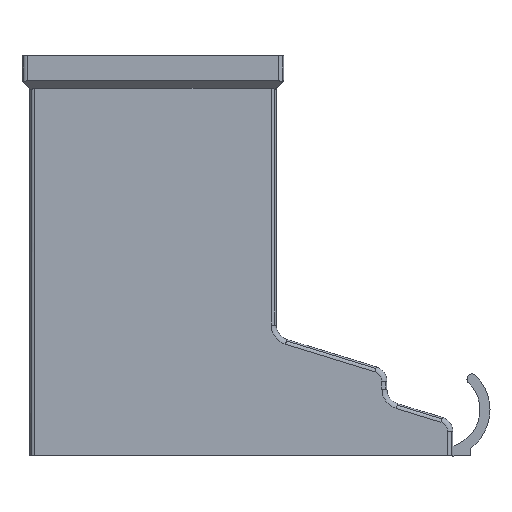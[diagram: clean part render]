
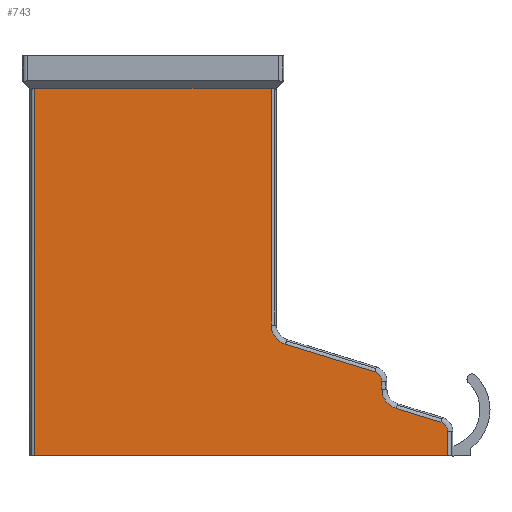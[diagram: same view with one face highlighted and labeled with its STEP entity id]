
A CAD part, left-side view. The second image highlights one B-rep face of the part: STEP entity #743.
In plain terms, the highlighted planar face has unit normal (-1, 0, 0).
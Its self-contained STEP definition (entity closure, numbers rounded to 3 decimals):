
#743=ADVANCED_FACE('',(#1486),#1487,.F.);
#1486=FACE_OUTER_BOUND('',#2666,.T.);
#1487=PLANE('',#2667);
#2666=EDGE_LOOP('',(#4827,#4828,#4829,#4830,#4831,#4832,#4833,#4834,#4835,#4836,#4837,#4838));
#2667=AXIS2_PLACEMENT_3D('',#4839,#4840,#4841);
#4827=ORIENTED_EDGE('',*,*,#5676,.F.);
#4828=ORIENTED_EDGE('',*,*,#5632,.F.);
#4829=ORIENTED_EDGE('',*,*,#5700,.F.);
#4830=ORIENTED_EDGE('',*,*,#5596,.F.);
#4831=ORIENTED_EDGE('',*,*,#5718,.F.);
#4832=ORIENTED_EDGE('',*,*,#4990,.F.);
#4833=ORIENTED_EDGE('',*,*,#5684,.F.);
#4834=ORIENTED_EDGE('',*,*,#5029,.F.);
#4835=ORIENTED_EDGE('',*,*,#5318,.F.);
#4836=ORIENTED_EDGE('',*,*,#5572,.F.);
#4837=ORIENTED_EDGE('',*,*,#5485,.F.);
#4838=ORIENTED_EDGE('',*,*,#5098,.F.);
#4839=CARTESIAN_POINT('',(-28.5,-25.25,26.));
#4840=DIRECTION('',(1.0,0.,0.));
#4841=DIRECTION('',(0.,1.0,0.));
#4990=EDGE_CURVE('',#5961,#5963,#5964,.T.);
#5029=EDGE_CURVE('',#6027,#6029,#6030,.T.);
#5098=EDGE_CURVE('',#6148,#6150,#6151,.T.);
#5318=EDGE_CURVE('',#6483,#6027,#6485,.T.);
#5485=EDGE_CURVE('',#6150,#6712,#6713,.T.);
#5572=EDGE_CURVE('',#6712,#6483,#6816,.T.);
#5596=EDGE_CURVE('',#6842,#6844,#6845,.T.);
#5632=EDGE_CURVE('',#6883,#6885,#6886,.T.);
#5676=EDGE_CURVE('',#6885,#6148,#6936,.T.);
#5684=EDGE_CURVE('',#6029,#5961,#6944,.T.);
#5700=EDGE_CURVE('',#6844,#6883,#6960,.T.);
#5718=EDGE_CURVE('',#5963,#6842,#6978,.T.);
#5961=VERTEX_POINT('',#7279);
#5963=VERTEX_POINT('',#7281);
#5964=CIRCLE('',#7282,2.0);
#6027=VERTEX_POINT('',#7359);
#6029=VERTEX_POINT('',#7361);
#6030=CIRCLE('',#7362,4.0);
#6148=VERTEX_POINT('',#7520);
#6150=VERTEX_POINT('',#7522);
#6151=CIRCLE('',#7523,4.0);
#6483=VERTEX_POINT('',#7954);
#6485=LINE('',#7956,#7957);
#6712=VERTEX_POINT('',#8310);
#6713=LINE('',#8311,#8312);
#6816=CIRCLE('',#8463,2.0);
#6842=VERTEX_POINT('',#8499);
#6844=VERTEX_POINT('',#8501);
#6845=LINE('',#8502,#8503);
#6883=VERTEX_POINT('',#8548);
#6885=VERTEX_POINT('',#8550);
#6886=LINE('',#8551,#8552);
#6936=LINE('',#8633,#8634);
#6944=LINE('',#8643,#8644);
#6960=LINE('',#8662,#8663);
#6978=LINE('',#8683,#8684);
#7279=CARTESIAN_POINT('',(-28.5,-57.188,-44.304));
#7281=CARTESIAN_POINT('',(-28.5,-58.6,-46.216));
#7282=AXIS2_PLACEMENT_3D('',#8892,#8893,#8894);
#7359=CARTESIAN_POINT('',(-28.5,-45.5,-37.756));
#7361=CARTESIAN_POINT('',(-28.5,-48.324,-41.579));
#7362=AXIS2_PLACEMENT_3D('',#8957,#8958,#8959);
#7520=CARTESIAN_POINT('',(-28.5,-23.5,-24.991));
#7522=CARTESIAN_POINT('',(-28.5,-26.324,-28.814));
#7523=AXIS2_PLACEMENT_3D('',#9055,#9056,#9057);
#7954=CARTESIAN_POINT('',(-28.5,-45.5,-36.188));
#7956=CARTESIAN_POINT('',(-28.5,-45.5,-3.353));
#7957=VECTOR('',#9375,1.);
#8310=CARTESIAN_POINT('',(-28.5,-44.088,-34.276));
#8311=CARTESIAN_POINT('',(-28.5,-22.575,-27.661));
#8312=VECTOR('',#9580,1.);
#8463=AXIS2_PLACEMENT_3D('',#9681,#9682,#9683);
#8499=CARTESIAN_POINT('',(-28.5,-58.6,-51.));
#8501=CARTESIAN_POINT('',(-28.5,23.5,-51.));
#8502=CARTESIAN_POINT('',(-28.5,-18.25,-51.));
#8503=VECTOR('',#9709,1.);
#8548=CARTESIAN_POINT('',(-28.5,23.5,22.));
#8550=CARTESIAN_POINT('',(-28.5,-23.5,22.));
#8551=CARTESIAN_POINT('',(-28.5,-12.625,22.));
#8552=VECTOR('',#9761,1.0);
#8633=CARTESIAN_POINT('',(-28.5,-23.5,13.));
#8634=VECTOR('',#9799,1.);
#8643=CARTESIAN_POINT('',(-28.5,-30.507,-36.1));
#8644=VECTOR('',#9807,1.);
#8662=CARTESIAN_POINT('',(-28.5,23.5,-5.75));
#8663=VECTOR('',#9813,1.);
#8683=CARTESIAN_POINT('',(-28.5,-58.6,-8.236));
#8684=VECTOR('',#9828,1.);
#8892=CARTESIAN_POINT('',(-28.5,-56.6,-46.216));
#8893=DIRECTION('',(1.0,0.,0.));
#8894=DIRECTION('',(0.,-0.804,0.594));
#8957=CARTESIAN_POINT('',(-28.5,-49.5,-37.756));
#8958=DIRECTION('',(-1.0,0.,0.));
#8959=DIRECTION('',(0.,0.804,-0.594));
#9055=CARTESIAN_POINT('',(-28.5,-27.5,-24.991));
#9056=DIRECTION('',(-1.0,0.,0.));
#9057=DIRECTION('',(0.,0.804,-0.594));
#9375=DIRECTION('',(0.,0.,-1.0));
#9580=DIRECTION('',(0.,-0.956,-0.294));
#9681=CARTESIAN_POINT('',(-28.5,-43.5,-36.188));
#9682=DIRECTION('',(1.0,0.,0.));
#9683=DIRECTION('',(0.,-0.804,0.594));
#9709=DIRECTION('',(0.,1.0,0.));
#9761=DIRECTION('',(0.,-1.0,0.));
#9799=DIRECTION('',(0.,0.,-1.0));
#9807=DIRECTION('',(0.,-0.956,-0.294));
#9813=DIRECTION('',(0.,0.,1.0));
#9828=DIRECTION('',(0.,0.,-1.0));
